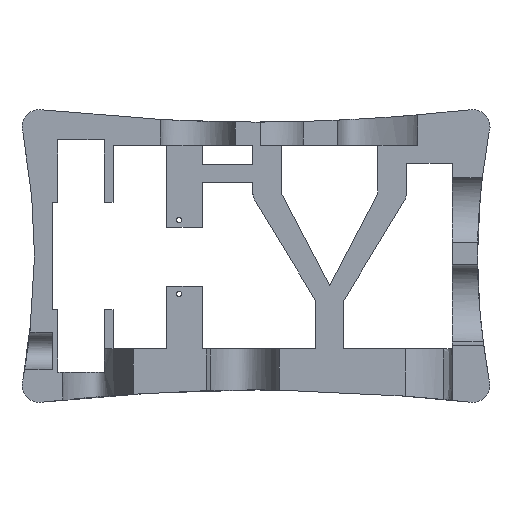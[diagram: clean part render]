
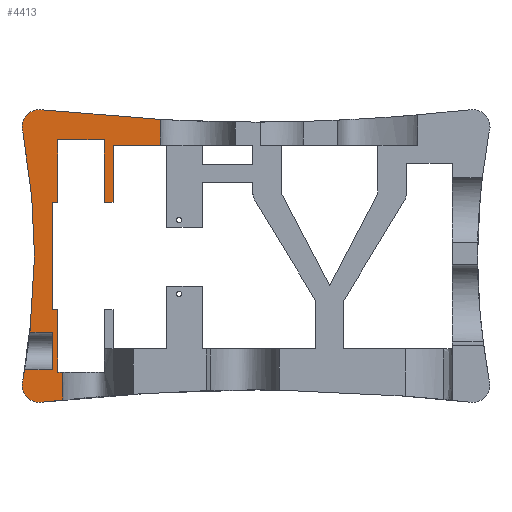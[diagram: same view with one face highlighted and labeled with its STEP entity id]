
A CAD part, front view. The second image highlights one B-rep face of the part: STEP entity #4413.
In plain terms, the highlighted planar face has unit normal (0, -1, 0).
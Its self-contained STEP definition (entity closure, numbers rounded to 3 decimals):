
#172=CIRCLE('',#4651,5.);
#173=CIRCLE('',#4652,5.);
#226=PLANE('',#4650);
#370=FACE_OUTER_BOUND('',#603,.T.);
#603=EDGE_LOOP('',(#3100,#3101,#3102,#3103,#3104,#3105,#3106,#3107,#3108,
#3109,#3110,#3111,#3112,#3113,#3114,#3115,#3116,#3117,#3118,#3119,#3120,
#3121,#3122));
#903=LINE('',#6094,#1242);
#904=LINE('',#6097,#1243);
#905=LINE('',#6099,#1244);
#906=LINE('',#6101,#1245);
#907=LINE('',#6103,#1246);
#908=LINE('',#6105,#1247);
#909=LINE('',#6107,#1248);
#910=LINE('',#6109,#1249);
#911=LINE('',#6111,#1250);
#912=LINE('',#6113,#1251);
#913=LINE('',#6115,#1252);
#914=LINE('',#6116,#1253);
#1242=VECTOR('',#4946,10.);
#1243=VECTOR('',#4949,10.);
#1244=VECTOR('',#4950,10.);
#1245=VECTOR('',#4951,10.);
#1246=VECTOR('',#4952,10.);
#1247=VECTOR('',#4953,10.);
#1248=VECTOR('',#4954,10.);
#1249=VECTOR('',#4955,10.);
#1250=VECTOR('',#4956,10.);
#1251=VECTOR('',#4957,10.);
#1252=VECTOR('',#4958,10.);
#1253=VECTOR('',#4959,10.);
#1531=B_SPLINE_CURVE_WITH_KNOTS('',3,(#5932,#5933,#5934,#5935,#5936,#5937,
#5938),.UNSPECIFIED.,.F.,.F.,(4,3,4),(-3.429,-1.719,
-1.292),.UNSPECIFIED.);
#1533=B_SPLINE_CURVE_WITH_KNOTS('',3,(#5961,#5962,#5963,#5964,#5965,#5966,
#5967),.UNSPECIFIED.,.F.,.F.,(4,3,4),(-3.46,-1.726,
0.),.UNSPECIFIED.);
#1535=B_SPLINE_CURVE_WITH_KNOTS('',3,(#5993,#5994,#5995,#5996,#5997,#5998,
#5999),.UNSPECIFIED.,.F.,.F.,(4,3,4),(-3.257,-2.962,
0.),.UNSPECIFIED.);
#1537=B_SPLINE_CURVE_WITH_KNOTS('',3,(#6008,#6009,#6010,#6011),
 .UNSPECIFIED.,.F.,.F.,(4,4),(0.,0.723),.UNSPECIFIED.);
#1539=B_SPLINE_CURVE_WITH_KNOTS('',3,(#6023,#6024,#6025,#6026),
 .UNSPECIFIED.,.F.,.F.,(4,4),(0.116,0.9),
 .UNSPECIFIED.);
#1541=B_SPLINE_CURVE_WITH_KNOTS('',3,(#6042,#6043,#6044,#6045),
 .UNSPECIFIED.,.F.,.F.,(4,4),(-5.982,-5.447),
 .UNSPECIFIED.);
#1543=B_SPLINE_CURVE_WITH_KNOTS('',3,(#6064,#6065,#6066,#6067),
 .UNSPECIFIED.,.F.,.F.,(4,4),(-0.249,0.),.UNSPECIFIED.);
#1545=B_SPLINE_CURVE_WITH_KNOTS('',3,(#6076,#6077,#6078,#6079),
 .UNSPECIFIED.,.F.,.F.,(4,4),(0.,0.776),.UNSPECIFIED.);
#1547=B_SPLINE_CURVE_WITH_KNOTS('',3,(#6089,#6090,#6091,#6092),
 .UNSPECIFIED.,.F.,.F.,(4,4),(0.271,0.9),
 .UNSPECIFIED.);
#1848=VERTEX_POINT('',#5929);
#1849=VERTEX_POINT('',#5931);
#1851=VERTEX_POINT('',#5960);
#1854=VERTEX_POINT('',#5990);
#1855=VERTEX_POINT('',#5992);
#1857=VERTEX_POINT('',#6007);
#1860=VERTEX_POINT('',#6020);
#1861=VERTEX_POINT('',#6022);
#1863=VERTEX_POINT('',#6041);
#1866=VERTEX_POINT('',#6061);
#1867=VERTEX_POINT('',#6063);
#1869=VERTEX_POINT('',#6075);
#1871=VERTEX_POINT('',#6087);
#1872=VERTEX_POINT('',#6096);
#1873=VERTEX_POINT('',#6098);
#1874=VERTEX_POINT('',#6100);
#1875=VERTEX_POINT('',#6102);
#1876=VERTEX_POINT('',#6104);
#1877=VERTEX_POINT('',#6106);
#1878=VERTEX_POINT('',#6108);
#1879=VERTEX_POINT('',#6110);
#1880=VERTEX_POINT('',#6112);
#1881=VERTEX_POINT('',#6114);
#2328=EDGE_CURVE('',#1849,#1848,#1531,.T.);
#2331=EDGE_CURVE('',#1851,#1849,#1533,.T.);
#2335=EDGE_CURVE('',#1855,#1854,#1535,.T.);
#2338=EDGE_CURVE('',#1857,#1855,#1537,.T.);
#2342=EDGE_CURVE('',#1861,#1860,#1539,.T.);
#2345=EDGE_CURVE('',#1863,#1861,#1541,.T.);
#2349=EDGE_CURVE('',#1867,#1866,#1543,.T.);
#2352=EDGE_CURVE('',#1869,#1867,#1545,.T.);
#2356=EDGE_CURVE('',#1848,#1871,#1547,.T.);
#2357=EDGE_CURVE('',#1871,#1869,#903,.T.);
#2358=EDGE_CURVE('',#1866,#1863,#172,.T.);
#2359=EDGE_CURVE('',#1860,#1872,#904,.T.);
#2360=EDGE_CURVE('',#1872,#1873,#905,.T.);
#2361=EDGE_CURVE('',#1873,#1874,#906,.T.);
#2362=EDGE_CURVE('',#1874,#1875,#907,.T.);
#2363=EDGE_CURVE('',#1875,#1876,#908,.T.);
#2364=EDGE_CURVE('',#1876,#1877,#909,.T.);
#2365=EDGE_CURVE('',#1877,#1878,#910,.T.);
#2366=EDGE_CURVE('',#1878,#1879,#911,.T.);
#2367=EDGE_CURVE('',#1879,#1880,#912,.T.);
#2368=EDGE_CURVE('',#1880,#1881,#913,.T.);
#2369=EDGE_CURVE('',#1881,#1857,#914,.T.);
#2370=EDGE_CURVE('',#1854,#1851,#173,.T.);
#3100=ORIENTED_EDGE('',*,*,#2356,.T.);
#3101=ORIENTED_EDGE('',*,*,#2357,.T.);
#3102=ORIENTED_EDGE('',*,*,#2352,.T.);
#3103=ORIENTED_EDGE('',*,*,#2349,.T.);
#3104=ORIENTED_EDGE('',*,*,#2358,.T.);
#3105=ORIENTED_EDGE('',*,*,#2345,.T.);
#3106=ORIENTED_EDGE('',*,*,#2342,.T.);
#3107=ORIENTED_EDGE('',*,*,#2359,.T.);
#3108=ORIENTED_EDGE('',*,*,#2360,.T.);
#3109=ORIENTED_EDGE('',*,*,#2361,.T.);
#3110=ORIENTED_EDGE('',*,*,#2362,.T.);
#3111=ORIENTED_EDGE('',*,*,#2363,.T.);
#3112=ORIENTED_EDGE('',*,*,#2364,.T.);
#3113=ORIENTED_EDGE('',*,*,#2365,.T.);
#3114=ORIENTED_EDGE('',*,*,#2366,.T.);
#3115=ORIENTED_EDGE('',*,*,#2367,.T.);
#3116=ORIENTED_EDGE('',*,*,#2368,.T.);
#3117=ORIENTED_EDGE('',*,*,#2369,.T.);
#3118=ORIENTED_EDGE('',*,*,#2338,.T.);
#3119=ORIENTED_EDGE('',*,*,#2335,.T.);
#3120=ORIENTED_EDGE('',*,*,#2370,.T.);
#3121=ORIENTED_EDGE('',*,*,#2331,.T.);
#3122=ORIENTED_EDGE('',*,*,#2328,.T.);
#4413=ADVANCED_FACE('',(#370),#226,.T.);
#4650=AXIS2_PLACEMENT_3D('',#6093,#4944,#4945);
#4651=AXIS2_PLACEMENT_3D('',#6095,#4947,#4948);
#4652=AXIS2_PLACEMENT_3D('',#6117,#4960,#4961);
#4944=DIRECTION('center_axis',(0.,-1.,0.));
#4945=DIRECTION('ref_axis',(1.,0.,0.));
#4946=DIRECTION('',(0.,0.,-1.));
#4947=DIRECTION('center_axis',(0.,-1.,0.));
#4948=DIRECTION('ref_axis',(-1.,0.,0.));
#4949=DIRECTION('',(-1.,0.,0.));
#4950=DIRECTION('',(0.,0.,1.));
#4951=DIRECTION('',(-1.,0.,0.));
#4952=DIRECTION('',(0.,0.,1.));
#4953=DIRECTION('',(1.,0.,0.));
#4954=DIRECTION('',(0.,0.,1.));
#4955=DIRECTION('',(1.,0.,0.));
#4956=DIRECTION('',(0.,0.,-1.));
#4957=DIRECTION('',(1.,0.,0.));
#4958=DIRECTION('',(0.,0.,1.));
#4959=DIRECTION('',(1.,0.,0.));
#4960=DIRECTION('center_axis',(0.,-1.,0.));
#4961=DIRECTION('ref_axis',(-1.,0.,0.));
#5929=CARTESIAN_POINT('',(-23.292,-3.5,-51.395));
#5931=CARTESIAN_POINT('',(-22.,-3.5,-30.));
#5932=CARTESIAN_POINT('Ctrl Pts',(-22.,-3.5,-30.));
#5933=CARTESIAN_POINT('Ctrl Pts',(-22.,-3.5,-35.752));
#5934=CARTESIAN_POINT('Ctrl Pts',(-22.294,-3.5,-41.434));
#5935=CARTESIAN_POINT('Ctrl Pts',(-22.838,-3.5,-47.126));
#5936=CARTESIAN_POINT('Ctrl Pts',(-22.974,-3.5,-48.547));
#5937=CARTESIAN_POINT('Ctrl Pts',(-23.126,-3.5,-49.971));
#5938=CARTESIAN_POINT('Ctrl Pts',(-23.292,-3.5,-51.395));
#5960=CARTESIAN_POINT('',(-25.185,-3.5,4.252));
#5961=CARTESIAN_POINT('Ctrl Pts',(-25.185,-3.5,4.252));
#5962=CARTESIAN_POINT('Ctrl Pts',(-24.189,-3.5,-1.39));
#5963=CARTESIAN_POINT('Ctrl Pts',(-23.385,-3.5,-7.153));
#5964=CARTESIAN_POINT('Ctrl Pts',(-22.838,-3.5,-12.874));
#5965=CARTESIAN_POINT('Ctrl Pts',(-22.294,-3.5,-18.566));
#5966=CARTESIAN_POINT('Ctrl Pts',(-22.,-3.5,-24.248));
#5967=CARTESIAN_POINT('Ctrl Pts',(-22.,-3.5,-30.));
#5990=CARTESIAN_POINT('',(-19.424,-3.5,10.883));
#5992=CARTESIAN_POINT('',(13.242,-3.5,8.227));
#5993=CARTESIAN_POINT('Ctrl Pts',(13.242,-3.5,8.227));
#5994=CARTESIAN_POINT('Ctrl Pts',(12.258,-3.5,8.279));
#5995=CARTESIAN_POINT('Ctrl Pts',(11.273,-3.5,8.334));
#5996=CARTESIAN_POINT('Ctrl Pts',(10.288,-3.5,8.392));
#5997=CARTESIAN_POINT('Ctrl Pts',(0.399,-3.5,8.971));
#5998=CARTESIAN_POINT('Ctrl Pts',(-9.607,-3.5,9.823));
#5999=CARTESIAN_POINT('Ctrl Pts',(-19.424,-3.5,10.883));
#6007=CARTESIAN_POINT('',(13.242,-3.5,1.));
#6008=CARTESIAN_POINT('Ctrl Pts',(13.242,-3.5,1.));
#6009=CARTESIAN_POINT('Ctrl Pts',(13.242,-3.5,3.409));
#6010=CARTESIAN_POINT('Ctrl Pts',(13.242,-3.5,5.818));
#6011=CARTESIAN_POINT('Ctrl Pts',(13.242,-3.5,8.227));
#6020=CARTESIAN_POINT('',(-14.147,-3.5,-62.5));
#6022=CARTESIAN_POINT('',(-14.147,-3.5,-70.335));
#6023=CARTESIAN_POINT('Ctrl Pts',(-14.147,-3.5,-70.335));
#6024=CARTESIAN_POINT('Ctrl Pts',(-14.147,-3.5,-67.723));
#6025=CARTESIAN_POINT('Ctrl Pts',(-14.147,-3.5,-65.112));
#6026=CARTESIAN_POINT('Ctrl Pts',(-14.147,-3.5,-62.5));
#6041=CARTESIAN_POINT('',(-19.424,-3.5,-70.883));
#6042=CARTESIAN_POINT('Ctrl Pts',(-19.424,-3.5,-70.883));
#6043=CARTESIAN_POINT('Ctrl Pts',(-17.671,-3.5,-70.694));
#6044=CARTESIAN_POINT('Ctrl Pts',(-15.911,-3.5,-70.511));
#6045=CARTESIAN_POINT('Ctrl Pts',(-14.147,-3.5,-70.335));
#6061=CARTESIAN_POINT('',(-25.185,-3.5,-64.252));
#6063=CARTESIAN_POINT('',(-24.765,-3.5,-61.797));
#6064=CARTESIAN_POINT('Ctrl Pts',(-24.765,-3.5,-61.797));
#6065=CARTESIAN_POINT('Ctrl Pts',(-24.901,-3.5,-62.618));
#6066=CARTESIAN_POINT('Ctrl Pts',(-25.041,-3.5,-63.436));
#6067=CARTESIAN_POINT('Ctrl Pts',(-25.185,-3.5,-64.252));
#6075=CARTESIAN_POINT('',(-17.,-3.5,-61.797));
#6076=CARTESIAN_POINT('Ctrl Pts',(-17.,-3.5,-61.797));
#6077=CARTESIAN_POINT('Ctrl Pts',(-19.588,-3.5,-61.797));
#6078=CARTESIAN_POINT('Ctrl Pts',(-22.176,-3.5,-61.797));
#6079=CARTESIAN_POINT('Ctrl Pts',(-24.765,-3.5,-61.797));
#6087=CARTESIAN_POINT('',(-17.,-3.5,-51.395));
#6089=CARTESIAN_POINT('Ctrl Pts',(-23.292,-3.5,-51.395));
#6090=CARTESIAN_POINT('Ctrl Pts',(-21.195,-3.5,-51.395));
#6091=CARTESIAN_POINT('Ctrl Pts',(-19.097,-3.5,-51.395));
#6092=CARTESIAN_POINT('Ctrl Pts',(-17.,-3.5,-51.395));
#6093=CARTESIAN_POINT('Origin',(60.625,-3.5,-42.375));
#6094=CARTESIAN_POINT('',(-17.,-3.5,-49.661));
#6095=CARTESIAN_POINT('Origin',(-20.5,-3.5,-66.));
#6096=CARTESIAN_POINT('',(-15.5,-3.5,-62.5));
#6097=CARTESIAN_POINT('',(22.563,-3.5,-62.5));
#6098=CARTESIAN_POINT('',(-15.5,-3.5,-45.));
#6099=CARTESIAN_POINT('',(-15.5,-3.5,-43.688));
#6100=CARTESIAN_POINT('',(-17.,-3.5,-45.));
#6101=CARTESIAN_POINT('',(21.813,-3.5,-45.));
#6102=CARTESIAN_POINT('',(-17.,-3.5,-15.));
#6103=CARTESIAN_POINT('',(-17.,-3.5,-28.688));
#6104=CARTESIAN_POINT('',(-15.5,-3.5,-15.));
#6105=CARTESIAN_POINT('',(30.313,-3.5,-15.));
#6106=CARTESIAN_POINT('',(-15.5,-3.5,2.5));
#6107=CARTESIAN_POINT('',(-15.5,-3.5,-19.938));
#6108=CARTESIAN_POINT('',(-2.5,-3.5,2.5));
#6109=CARTESIAN_POINT('',(29.063,-3.5,2.5));
#6110=CARTESIAN_POINT('',(-2.5,-3.5,-15.));
#6111=CARTESIAN_POINT('',(-2.5,-3.5,-28.688));
#6112=CARTESIAN_POINT('',(0.,-3.5,-15.));
#6113=CARTESIAN_POINT('',(30.313,-3.5,-15.));
#6114=CARTESIAN_POINT('',(0.,-3.5,1.));
#6115=CARTESIAN_POINT('',(0.,-3.5,-20.688));
#6116=CARTESIAN_POINT('',(37.813,-3.5,1.));
#6117=CARTESIAN_POINT('Origin',(-20.5,-3.5,6.));
